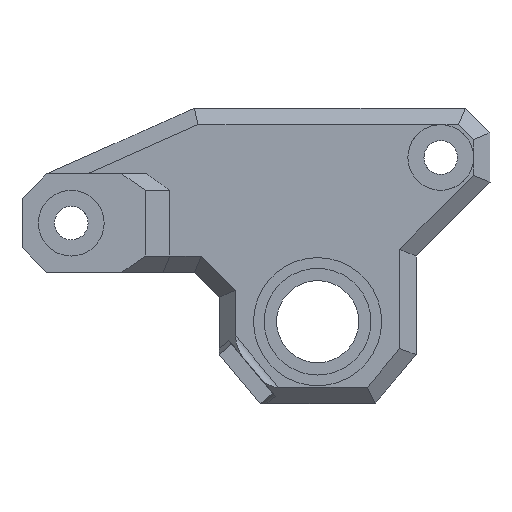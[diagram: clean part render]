
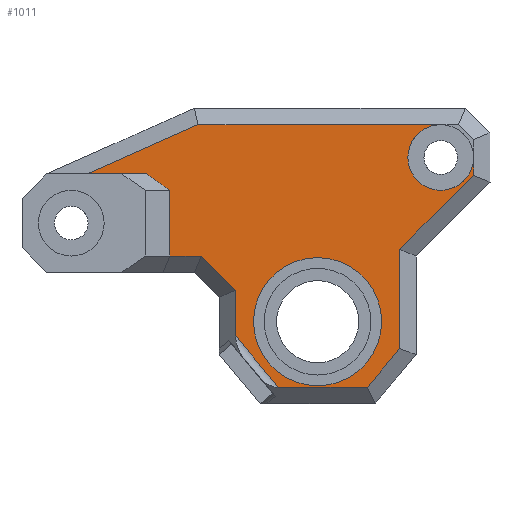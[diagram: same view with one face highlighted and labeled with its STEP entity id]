
A CAD part, front view. The second image highlights one B-rep face of the part: STEP entity #1011.
In plain terms, the highlighted planar face has unit normal (0, -1, 0).
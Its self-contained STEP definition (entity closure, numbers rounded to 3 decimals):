
#24=FACE_BOUND('',#185,.T.);
#39=CIRCLE('',#1099,4.);
#41=CIRCLE('',#1101,4.);
#42=CIRCLE('',#1104,7.8);
#70=PLANE('',#1103);
#120=FACE_OUTER_BOUND('',#184,.T.);
#184=EDGE_LOOP('',(#800,#801,#802,#803,#804,#805,#806,#807,#808,#809,#810,
#811,#812,#813,#814,#815));
#185=EDGE_LOOP('',(#816));
#238=LINE('',#1489,#349);
#242=LINE('',#1498,#353);
#276=LINE('',#1581,#387);
#280=LINE('',#1588,#391);
#292=LINE('',#1624,#403);
#293=LINE('',#1626,#404);
#294=LINE('',#1628,#405);
#295=LINE('',#1630,#406);
#296=LINE('',#1631,#407);
#297=LINE('',#1633,#408);
#298=LINE('',#1634,#409);
#299=LINE('',#1635,#410);
#300=LINE('',#1637,#411);
#301=LINE('',#1638,#412);
#349=VECTOR('',#1188,7.104);
#353=VECTOR('',#1196,10.);
#387=VECTOR('',#1258,7.247);
#391=VECTOR('',#1264,3.464);
#403=VECTOR('',#1300,12.127);
#404=VECTOR('',#1301,6.149);
#405=VECTOR('',#1302,12.104);
#406=VECTOR('',#1303,12.728);
#407=VECTOR('',#1304,4.343);
#408=VECTOR('',#1305,31.747);
#409=VECTOR('',#1306,14.773);
#410=VECTOR('',#1307,8.);
#411=VECTOR('',#1308,3.828);
#412=VECTOR('',#1309,5.899);
#469=VERTEX_POINT('',#1486);
#470=VERTEX_POINT('',#1488);
#473=VERTEX_POINT('',#1496);
#507=VERTEX_POINT('',#1578);
#508=VERTEX_POINT('',#1580);
#510=VERTEX_POINT('',#1586);
#512=VERTEX_POINT('',#1592);
#517=VERTEX_POINT('',#1609);
#518=VERTEX_POINT('',#1611);
#519=VERTEX_POINT('',#1613);
#522=VERTEX_POINT('',#1623);
#523=VERTEX_POINT('',#1625);
#524=VERTEX_POINT('',#1627);
#525=VERTEX_POINT('',#1629);
#526=VERTEX_POINT('',#1632);
#527=VERTEX_POINT('',#1636);
#528=VERTEX_POINT('',#1639);
#562=EDGE_CURVE('',#470,#469,#238,.T.);
#567=EDGE_CURVE('',#473,#469,#242,.T.);
#607=EDGE_CURVE('',#508,#507,#276,.T.);
#611=EDGE_CURVE('',#510,#507,#280,.T.);
#623=EDGE_CURVE('',#518,#517,#39,.T.);
#625=EDGE_CURVE('',#517,#519,#41,.T.);
#629=EDGE_CURVE('',#473,#522,#292,.T.);
#630=EDGE_CURVE('',#522,#523,#293,.T.);
#631=EDGE_CURVE('',#523,#524,#294,.T.);
#632=EDGE_CURVE('',#524,#525,#295,.T.);
#633=EDGE_CURVE('',#525,#518,#296,.T.);
#634=EDGE_CURVE('',#519,#526,#297,.T.);
#635=EDGE_CURVE('',#526,#508,#298,.T.);
#636=EDGE_CURVE('',#512,#510,#299,.T.);
#637=EDGE_CURVE('',#512,#527,#300,.T.);
#638=EDGE_CURVE('',#527,#470,#301,.T.);
#639=EDGE_CURVE('',#528,#528,#42,.T.);
#800=ORIENTED_EDGE('',*,*,#567,.F.);
#801=ORIENTED_EDGE('',*,*,#629,.T.);
#802=ORIENTED_EDGE('',*,*,#630,.T.);
#803=ORIENTED_EDGE('',*,*,#631,.T.);
#804=ORIENTED_EDGE('',*,*,#632,.T.);
#805=ORIENTED_EDGE('',*,*,#633,.T.);
#806=ORIENTED_EDGE('',*,*,#623,.T.);
#807=ORIENTED_EDGE('',*,*,#625,.T.);
#808=ORIENTED_EDGE('',*,*,#634,.T.);
#809=ORIENTED_EDGE('',*,*,#635,.T.);
#810=ORIENTED_EDGE('',*,*,#607,.T.);
#811=ORIENTED_EDGE('',*,*,#611,.F.);
#812=ORIENTED_EDGE('',*,*,#636,.F.);
#813=ORIENTED_EDGE('',*,*,#637,.T.);
#814=ORIENTED_EDGE('',*,*,#638,.T.);
#815=ORIENTED_EDGE('',*,*,#562,.T.);
#816=ORIENTED_EDGE('',*,*,#639,.F.);
#1011=ADVANCED_FACE('',(#120,#24),#70,.T.);
#1099=AXIS2_PLACEMENT_3D('',#1612,#1287,#1288);
#1101=AXIS2_PLACEMENT_3D('',#1615,#1291,#1292);
#1103=AXIS2_PLACEMENT_3D('',#1622,#1298,#1299);
#1104=AXIS2_PLACEMENT_3D('',#1640,#1310,#1311);
#1188=DIRECTION('',(0.,0.,-1.));
#1196=DIRECTION('',(-0.64,0.,0.768));
#1258=DIRECTION('',(1.,0.,0.));
#1264=DIRECTION('',(-0.816,0.,0.577));
#1287=DIRECTION('center_axis',(0.,1.,0.));
#1288=DIRECTION('ref_axis',(1.,0.,-0.003));
#1291=DIRECTION('center_axis',(0.,1.,0.));
#1292=DIRECTION('ref_axis',(1.,0.,-0.003));
#1298=DIRECTION('center_axis',(0.,-1.,0.));
#1299=DIRECTION('ref_axis',(1.,0.,0.));
#1300=DIRECTION('',(1.,0.,0.));
#1301=DIRECTION('',(0.64,0.,0.768));
#1302=DIRECTION('',(0.,0.,1.));
#1303=DIRECTION('',(0.707,0.,0.707));
#1304=DIRECTION('',(0.,0.,1.));
#1305=DIRECTION('',(-1.,0.,0.));
#1306=DIRECTION('',(-0.914,0.,-0.406));
#1307=DIRECTION('',(0.,0.,1.));
#1308=DIRECTION('',(1.,0.,0.));
#1309=DIRECTION('',(0.707,0.,-0.707));
#1310=DIRECTION('center_axis',(0.,-1.,0.));
#1311=DIRECTION('ref_axis',(0.,0.,-1.));
#1486=CARTESIAN_POINT('',(-10.,-4.,8.286));
#1488=CARTESIAN_POINT('',(-10.,-4.,13.828));
#1489=CARTESIAN_POINT('',(-10.,-4.,13.828));
#1496=CARTESIAN_POINT('',(-4.762,-4.,2.));
#1498=CARTESIAN_POINT('',(-107.564,-4.,125.363));
#1578=CARTESIAN_POINT('',(-20.828,-4.,28.));
#1580=CARTESIAN_POINT('',(-28.076,-4.,28.));
#1581=CARTESIAN_POINT('',(-28.076,-4.,28.));
#1586=CARTESIAN_POINT('',(-18.,-4.,26.));
#1588=CARTESIAN_POINT('',(-18.,-4.,26.));
#1592=CARTESIAN_POINT('',(-18.,-4.,18.));
#1609=CARTESIAN_POINT('',(11.,-4.,30.014));
#1611=CARTESIAN_POINT('',(19.,-4.,30.));
#1612=CARTESIAN_POINT('Origin',(15.,-4.,30.));
#1613=CARTESIAN_POINT('',(15.,-4.,34.));
#1615=CARTESIAN_POINT('Origin',(15.,-4.,30.));
#1622=CARTESIAN_POINT('Origin',(-245.001,-4.,219.999));
#1623=CARTESIAN_POINT('',(6.063,-4.,2.));
#1624=CARTESIAN_POINT('',(-6.063,-4.,2.));
#1625=CARTESIAN_POINT('',(10.,-4.,6.724));
#1626=CARTESIAN_POINT('',(6.063,-4.,2.));
#1627=CARTESIAN_POINT('',(10.,-4.,18.828));
#1628=CARTESIAN_POINT('',(10.,-4.,6.724));
#1629=CARTESIAN_POINT('',(19.,-4.,27.828));
#1630=CARTESIAN_POINT('',(10.,-4.,18.828));
#1631=CARTESIAN_POINT('',(19.,-4.,27.828));
#1632=CARTESIAN_POINT('',(-14.576,-4.,34.));
#1633=CARTESIAN_POINT('',(17.171,-4.,34.));
#1634=CARTESIAN_POINT('',(-14.576,-4.,34.));
#1635=CARTESIAN_POINT('',(-18.,-4.,18.));
#1636=CARTESIAN_POINT('',(-14.172,-4.,18.));
#1637=CARTESIAN_POINT('',(-18.,-4.,18.));
#1638=CARTESIAN_POINT('',(-14.172,-4.,18.));
#1639=CARTESIAN_POINT('',(7.8,-4.,10.));
#1640=CARTESIAN_POINT('Origin',(0.,-4.,10.));
